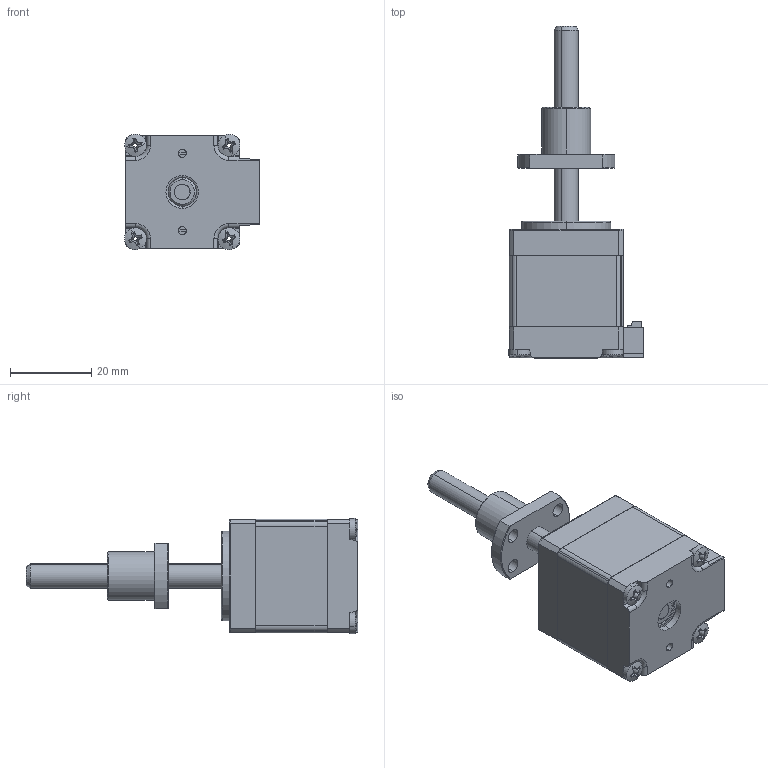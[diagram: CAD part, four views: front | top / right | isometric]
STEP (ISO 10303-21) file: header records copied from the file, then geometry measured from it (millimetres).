
FILE_DESCRIPTION (( 'STEP AP203' ), '1' );
FILE_NAME ('BE111S-B0601-50-AK1-0-100.STEP', '2019-04-10T05:49:24', ( 'Sky123.Org' ), ( 'Sky123.Org' ), 'SwSTEP 2.0', 'SolidWorks 2014', '' );
FILE_SCHEMA (( 'CONFIG_CONTROL_DESIGN' ));
Length unit declared in the file: millimetre
Products named in the file (1): BE111S-B0601-50-AK1-0-100
Bounding box: 33.2 x 81.6 x 28.4 mm (x, y, z)
Surface area: 11260.4 mm2 (no closed solid volume)
Topology: 0 solids, 27 shells, 336 faces, 1107 edges, 792 vertices
Faces by surface type: plane 156, cylinder 92, cone 64, torus 16, sphere 8
Entity records: 12734 total; most frequent: CARTESIAN_POINT 2966, DIRECTION 2063, ORIENTED_EDGE 1812, EDGE_CURVE 1107, VERTEX_POINT 792, AXIS2_PLACEMENT_3D 745, LINE 573, VECTOR 573
